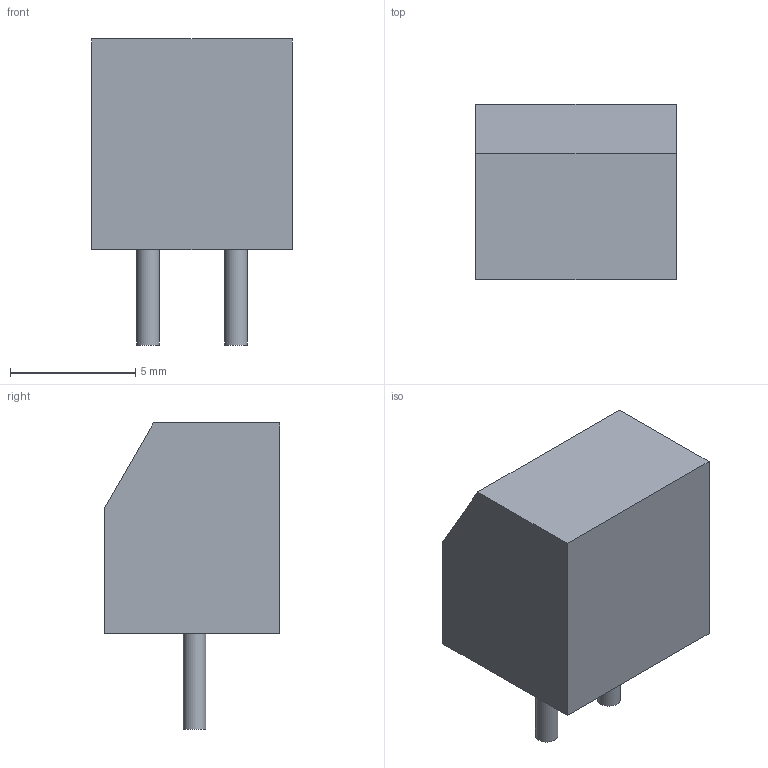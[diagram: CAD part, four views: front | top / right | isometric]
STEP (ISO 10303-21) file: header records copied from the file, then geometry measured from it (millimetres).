
FILE_DESCRIPTION(/* description */ (''),/* implementation_level */ '2;1');
FILE_NAME(/* name */ 'screw_conn_ostte020161.step',/* time_stamp */ '2022-06-23T08:35:55-04:00',/* author */ (''),/* organization */ (''),/* preprocessor_version */ 'ST-DEVELOPER v19',/* originating_system */ 'Autodesk Translation Framework v11.7.0.108',/* authorisation */ '');
FILE_SCHEMA (('AUTOMOTIVE_DESIGN { 1 0 10303 214 3 1 1 }'));
Length unit declared in the file: millimetre
Products named in the file (1): screw_conn
Bounding box: 8 x 7 x 12.2 mm (x, y, z)
Volume: 410.8 mm3; surface area: 442.7 mm2
Topology: 1 solids, 1 shells, 15 faces, 27 edges, 18 vertices
Faces by surface type: plane 11, cylinder 4
Full cylindrical faces by diameter (mm): 0.9 x2, 2 x2
Entity records: 402 total; most frequent: DIRECTION 67, CARTESIAN_POINT 61, ORIENTED_EDGE 54, EDGE_CURVE 27, AXIS2_PLACEMENT_3D 24, EDGE_LOOP 19, LINE 19, VECTOR 19
